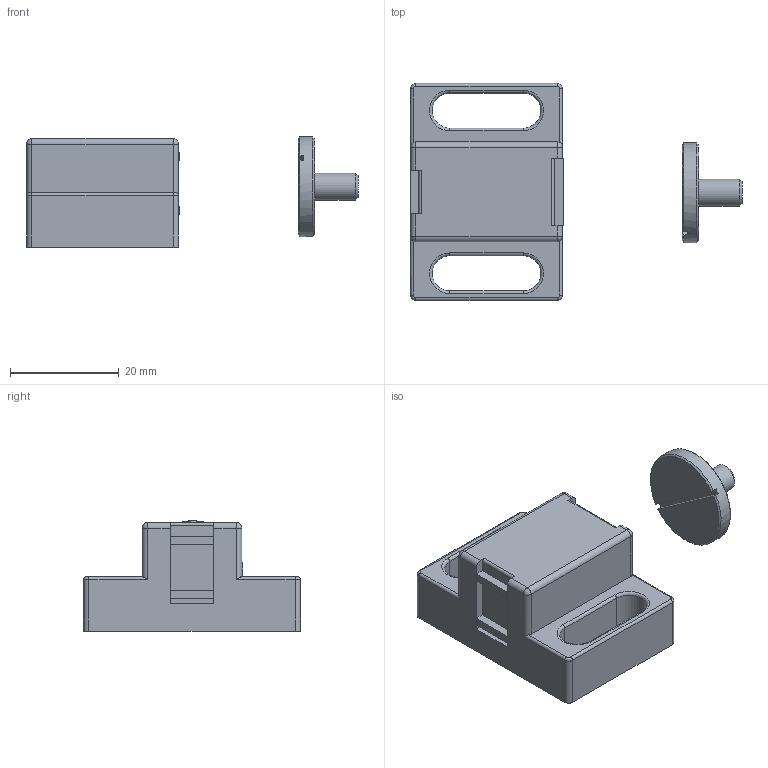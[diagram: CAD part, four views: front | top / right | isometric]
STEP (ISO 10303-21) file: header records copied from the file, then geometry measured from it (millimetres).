
FILE_DESCRIPTION(/* description */ ('KriTec Magnetverschluss 8'),/* implementation_level */ '2;1');
FILE_NAME(/* name */ '81175_KriTec_Magnetverschluss_10_Raster_45.stp',/* time_stamp */ '2021-10-27T12:08:55+02:00',/* author */ ('Nell'),/* organization */ (''),/* preprocessor_version */ 'ST-DEVELOPER v17',/* originating_system */ 'Autodesk Inventor 2018',/* authorisation */ '');
FILE_SCHEMA (('AUTOMOTIVE_DESIGN { 1 0 10303 214 3 1 1 }'));
Length unit declared in the file: millimetre
Products named in the file (3): 12155; 12155_KriTec_Magnetverschluss_8; Magnet_8
Assembly tree (2 placements, depth 2):
  12155
    12155_KriTec_Magnetverschluss_8
    Magnet_8
Bounding box: 61.18 x 40 x 20.32 mm (x, y, z)
Volume: 14458.2 mm3; surface area: 5923.4 mm2
Topology: 2 solids, 2 shells, 109 faces, 270 edges, 162 vertices
Faces by surface type: plane 61, cylinder 32, torus 4, bspline 4, sphere 4, cone 4
Full cylindrical faces by diameter (mm): 5 x1, 18.4 x1
Entity records: 3326 total; most frequent: CARTESIAN_POINT 610, DIRECTION 558, ORIENTED_EDGE 532, EDGE_CURVE 266, LINE 186, VECTOR 186, AXIS2_PLACEMENT_3D 186, VERTEX_POINT 162
